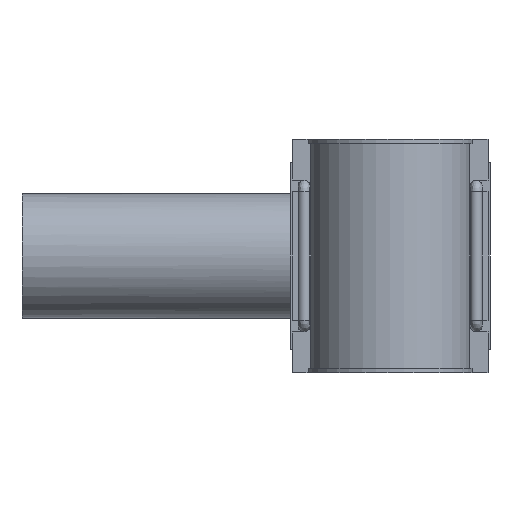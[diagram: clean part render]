
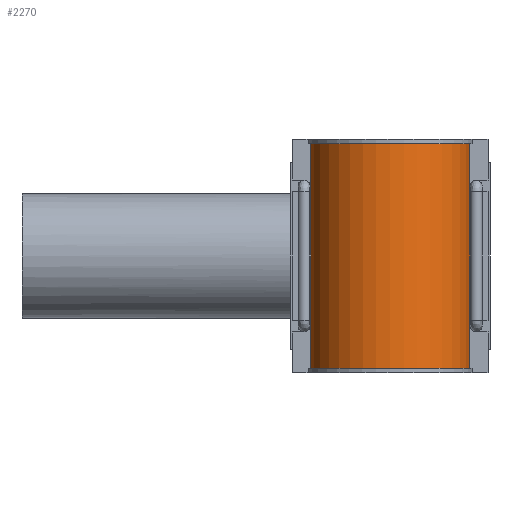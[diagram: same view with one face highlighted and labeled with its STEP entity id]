
A CAD part, front view. The second image highlights one B-rep face of the part: STEP entity #2270.
In plain terms, the highlighted cylindrical face has radius 40.95 mm (diameter 81.9 mm), a partial arc.
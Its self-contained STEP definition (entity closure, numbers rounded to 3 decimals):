
#209=FACE_OUTER_BOUND('',#354,.T.);
#354=EDGE_LOOP('',(#1670,#1671,#1672,#1673));
#540=LINE('',#3314,#751);
#575=LINE('',#3534,#786);
#751=VECTOR('',#2660,113.28);
#786=VECTOR('',#2737,113.28);
#955=CIRCLE('',#2412,40.95);
#963=CIRCLE('',#2426,40.95);
#1045=VERTEX_POINT('',#3299);
#1046=VERTEX_POINT('',#3301);
#1050=VERTEX_POINT('',#3313);
#1069=VERTEX_POINT('',#3358);
#1268=EDGE_CURVE('',#1045,#1046,#955,.T.);
#1273=EDGE_CURVE('',#1045,#1050,#540,.T.);
#1295=EDGE_CURVE('',#1069,#1050,#963,.T.);
#1328=EDGE_CURVE('',#1046,#1069,#575,.T.);
#1670=ORIENTED_EDGE('',*,*,#1268,.T.);
#1671=ORIENTED_EDGE('',*,*,#1328,.T.);
#1672=ORIENTED_EDGE('',*,*,#1295,.T.);
#1673=ORIENTED_EDGE('',*,*,#1273,.F.);
#2227=CYLINDRICAL_SURFACE('',#2436,40.95);
#2270=ADVANCED_FACE('',(#209),#2227,.T.);
#2412=AXIS2_PLACEMENT_3D('',#3303,#2650,#2651);
#2426=AXIS2_PLACEMENT_3D('',#3359,#2697,#2698);
#2436=AXIS2_PLACEMENT_3D('',#3535,#2738,#2739);
#2650=DIRECTION('center_axis',(0.,0.,1.));
#2651=DIRECTION('ref_axis',(1.,0.,0.));
#2660=DIRECTION('',(0.,0.,1.));
#2697=DIRECTION('center_axis',(0.,0.,-1.));
#2698=DIRECTION('ref_axis',(1.,0.,0.));
#2737=DIRECTION('',(0.,0.,1.));
#2738=DIRECTION('center_axis',(0.,0.,1.));
#2739=DIRECTION('ref_axis',(1.,0.,0.));
#3299=CARTESIAN_POINT('',(-40.186,-7.875,-56.64));
#3301=CARTESIAN_POINT('',(40.186,-7.875,-56.64));
#3303=CARTESIAN_POINT('Origin',(0.,0.,-56.64));
#3313=CARTESIAN_POINT('',(-40.186,-7.875,56.64));
#3314=CARTESIAN_POINT('',(-40.186,-7.875,0.));
#3358=CARTESIAN_POINT('',(40.186,-7.875,56.64));
#3359=CARTESIAN_POINT('Origin',(0.,0.,56.64));
#3534=CARTESIAN_POINT('',(40.186,-7.875,0.));
#3535=CARTESIAN_POINT('Origin',(0.,0.,0.));
